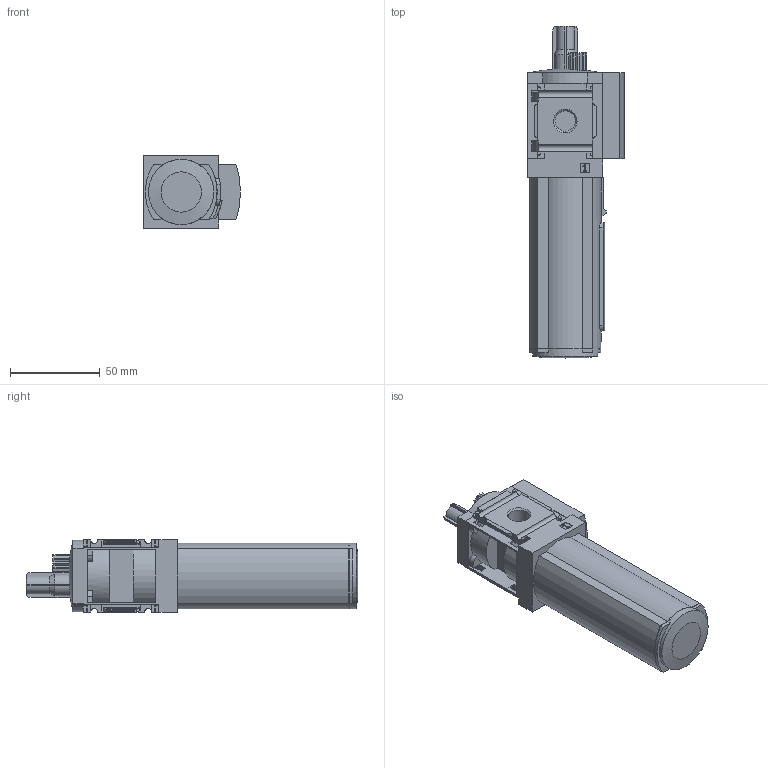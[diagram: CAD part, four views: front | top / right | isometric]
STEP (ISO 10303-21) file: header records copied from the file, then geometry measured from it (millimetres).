
FILE_DESCRIPTION(/* description */ ('STEP AP214'),/* implementation_level */ '2;1');
FILE_NAME(/* name */ '535790_MS4-LOE-1_4-U',/* time_stamp */ '2024-09-09T18:19:32+02:00',/* author */ ('License CC BY-ND 4.0'),/* organization */ ('CADENAS'),/* preprocessor_version */ 'ST-DEVELOPER v19.3',/* originating_system */ 'PARTsolutions',/* authorisation */ ' ');
FILE_SCHEMA (('AUTOMOTIVE_DESIGN {1 0 10303 214 3 1 1}'));
Length unit declared in the file: millimetre
Products named in the file (2): 535790 MS4-LOE-1/4-U; 527701 MS4-LOE-1/4-U-0D
Assembly tree (1 placements, depth 2):
  535790 MS4-LOE-1/4-U
    527701 MS4-LOE-1/4-U-0D
Bounding box: 54 x 184.9 x 40.2 mm (x, y, z)
Volume: 226843.3 mm3; surface area: 32273.1 mm2
Topology: 1 solids, 1 shells, 378 faces, 1048 edges, 682 vertices
Faces by surface type: plane 249, cylinder 99, cone 27, torus 3
Full cylindrical faces by diameter (mm): 3.2 x1, 6.2 x2, 11.445 x2, 36.4 x1
Entity records: 14723 total; most frequent: CARTESIAN_POINT 2451, ORIENTED_EDGE 2066, DIRECTION 1894, EDGE_CURVE 1033, LINE 718, VECTOR 718, VERTEX_POINT 679, AXIS2_PLACEMENT_3D 588
